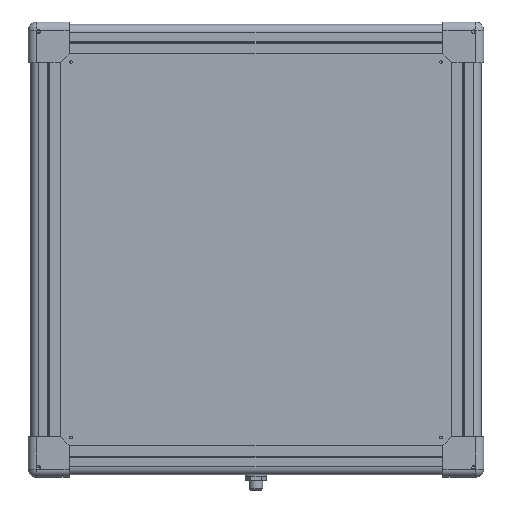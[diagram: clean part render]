
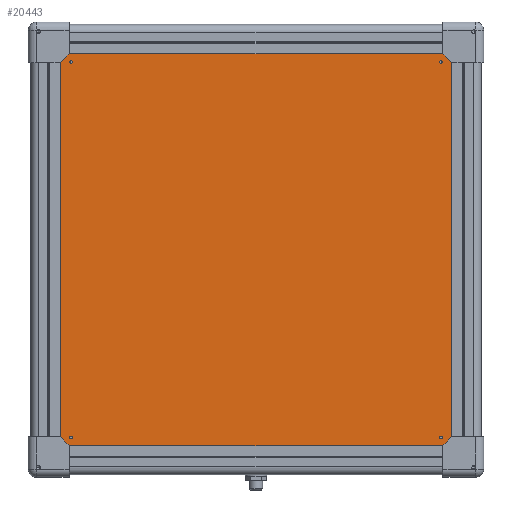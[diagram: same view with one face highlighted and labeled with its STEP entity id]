
A CAD part, front view. The second image highlights one B-rep face of the part: STEP entity #20443.
In plain terms, the highlighted planar face has unit normal (0, -1, 0).
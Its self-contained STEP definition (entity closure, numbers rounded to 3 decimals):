
#189 = CARTESIAN_POINT ( 'NONE',  ( 243.8, 0., -246.3 ) ) ;
#294 = DIRECTION ( 'NONE',  ( 0., 1., 0. ) ) ;
#631 = CARTESIAN_POINT ( 'NONE',  ( 243.8, 0., -245.5 ) ) ;
#1031 = ORIENTED_EDGE ( 'NONE', *, *, #6688, .T. ) ;
#1079 = ORIENTED_EDGE ( 'NONE', *, *, #8396, .T. ) ;
#2152 = CIRCLE ( 'NONE', #2252, 0.8 ) ;
#2159 = CARTESIAN_POINT ( 'NONE',  ( 243.8, 0., -14.7 ) ) ;
#2252 = AXIS2_PLACEMENT_3D ( 'NONE', #631, #36365, #30185 ) ;
#2291 = DIRECTION ( 'NONE',  ( 0., 1., 0. ) ) ;
#2951 = FACE_BOUND ( 'NONE', #38251, .T. ) ;
#3106 = CARTESIAN_POINT ( 'NONE',  ( 0., 0., 0. ) ) ;
#3107 = DIRECTION ( 'NONE',  ( 0., 1., 0. ) ) ;
#3210 = CARTESIAN_POINT ( 'NONE',  ( 261., 0., -261. ) ) ;
#3792 = CARTESIAN_POINT ( 'NONE',  ( 261., 0., 0. ) ) ;
#4102 = VERTEX_POINT ( 'NONE', #23408 ) ;
#4658 = ORIENTED_EDGE ( 'NONE', *, *, #30816, .T. ) ;
#4721 = AXIS2_PLACEMENT_3D ( 'NONE', #22357, #10975, #4887 ) ;
#4804 = FACE_BOUND ( 'NONE', #24942, .T. ) ;
#4887 = DIRECTION ( 'NONE',  ( 0., 0., 1. ) ) ;
#5365 = ORIENTED_EDGE ( 'NONE', *, *, #19565, .T. ) ;
#5805 = VERTEX_POINT ( 'NONE', #6575 ) ;
#6011 = CARTESIAN_POINT ( 'NONE',  ( 17.2, 0., -246.3 ) ) ;
#6025 = LINE ( 'NONE', #3106, #23164 ) ;
#6035 = LINE ( 'NONE', #23686, #28801 ) ;
#6235 = LINE ( 'NONE', #21495, #21556 ) ;
#6519 = VERTEX_POINT ( 'NONE', #22831 ) ;
#6575 = CARTESIAN_POINT ( 'NONE',  ( 17.2, 0., -14.7 ) ) ;
#6688 = EDGE_CURVE ( 'NONE', #33227, #37774, #15467, .T. ) ;
#7142 = CARTESIAN_POINT ( 'NONE',  ( 17.2, 0., -245.5 ) ) ;
#7394 = DIRECTION ( 'NONE',  ( 0., 1., 0. ) ) ;
#7647 = DIRECTION ( 'NONE',  ( 0., 0., 1. ) ) ;
#7902 = ORIENTED_EDGE ( 'NONE', *, *, #19972, .T. ) ;
#8203 = PLANE ( 'NONE',  #16685 ) ;
#8396 = EDGE_CURVE ( 'NONE', #9997, #5805, #26909, .T. ) ;
#8559 = CARTESIAN_POINT ( 'NONE',  ( 243.8, 0., -16.3 ) ) ;
#8988 = CIRCLE ( 'NONE', #22291, 0.8 ) ;
#9629 = EDGE_CURVE ( 'NONE', #35680, #6519, #17758, .T. ) ;
#9756 = VERTEX_POINT ( 'NONE', #3792 ) ;
#9875 = EDGE_CURVE ( 'NONE', #36556, #16816, #33005, .T. ) ;
#9997 = VERTEX_POINT ( 'NONE', #29054 ) ;
#10208 = EDGE_CURVE ( 'NONE', #5805, #9997, #13502, .T. ) ;
#10889 = ORIENTED_EDGE ( 'NONE', *, *, #10208, .T. ) ;
#10975 = DIRECTION ( 'NONE',  ( 0., 1., 0. ) ) ;
#11525 = EDGE_LOOP ( 'NONE', ( #17222, #22349, #17534, #12456 ) ) ;
#12207 = FACE_OUTER_BOUND ( 'NONE', #11525, .T. ) ;
#12431 = CARTESIAN_POINT ( 'NONE',  ( 243.8, 0., -15.5 ) ) ;
#12456 = ORIENTED_EDGE ( 'NONE', *, *, #29729, .F. ) ;
#13407 = AXIS2_PLACEMENT_3D ( 'NONE', #17091, #37259, #22482 ) ;
#13502 = CIRCLE ( 'NONE', #22196, 0.8 ) ;
#14147 = VERTEX_POINT ( 'NONE', #189 ) ;
#14152 = DIRECTION ( 'NONE',  ( -1., 0., 0. ) ) ;
#14166 = CARTESIAN_POINT ( 'NONE',  ( 0., 0., -261. ) ) ;
#14410 = DIRECTION ( 'NONE',  ( 0., -1., 0. ) ) ;
#14703 = EDGE_CURVE ( 'NONE', #6519, #26525, #6235, .T. ) ;
#15467 = CIRCLE ( 'NONE', #37247, 0.8 ) ;
#15994 = CARTESIAN_POINT ( 'NONE',  ( 17.2, 0., -244.7 ) ) ;
#16670 = EDGE_CURVE ( 'NONE', #37774, #33227, #19537, .T. ) ;
#16685 = AXIS2_PLACEMENT_3D ( 'NONE', #14166, #14410, #28965 ) ;
#16816 = VERTEX_POINT ( 'NONE', #6011 ) ;
#17091 = CARTESIAN_POINT ( 'NONE',  ( 243.8, 0., -15.5 ) ) ;
#17222 = ORIENTED_EDGE ( 'NONE', *, *, #14703, .F. ) ;
#17534 = ORIENTED_EDGE ( 'NONE', *, *, #37942, .F. ) ;
#17758 = LINE ( 'NONE', #28953, #30751 ) ;
#19537 = CIRCLE ( 'NONE', #13407, 0.8 ) ;
#19565 = EDGE_CURVE ( 'NONE', #14147, #4102, #2152, .T. ) ;
#19972 = EDGE_CURVE ( 'NONE', #4102, #14147, #8988, .T. ) ;
#20443 = ADVANCED_FACE ( 'NONE', ( #26161, #32593, #4804, #2951, #12207 ), #8203, .T. ) ;
#20832 = DIRECTION ( 'NONE',  ( 1., 0., 0. ) ) ;
#21495 = CARTESIAN_POINT ( 'NONE',  ( 0., 0., 0. ) ) ;
#21556 = VECTOR ( 'NONE', #36141, 1000. ) ;
#22196 = AXIS2_PLACEMENT_3D ( 'NONE', #33001, #3107, #35730 ) ;
#22291 = AXIS2_PLACEMENT_3D ( 'NONE', #38148, #2291, #22991 ) ;
#22349 = ORIENTED_EDGE ( 'NONE', *, *, #9629, .F. ) ;
#22357 = CARTESIAN_POINT ( 'NONE',  ( 17.2, 0., -245.5 ) ) ;
#22482 = DIRECTION ( 'NONE',  ( 0., 0., 1. ) ) ;
#22776 = EDGE_LOOP ( 'NONE', ( #7902, #5365 ) ) ;
#22831 = CARTESIAN_POINT ( 'NONE',  ( 0., 0., -261. ) ) ;
#22991 = DIRECTION ( 'NONE',  ( 0., 0., 1. ) ) ;
#23164 = VECTOR ( 'NONE', #20832, 1000. ) ;
#23408 = CARTESIAN_POINT ( 'NONE',  ( 243.8, 0., -244.7 ) ) ;
#23672 = CARTESIAN_POINT ( 'NONE',  ( 0., 0., 0. ) ) ;
#23686 = CARTESIAN_POINT ( 'NONE',  ( 261., 0., 0. ) ) ;
#24942 = EDGE_LOOP ( 'NONE', ( #1031, #25508 ) ) ;
#25508 = ORIENTED_EDGE ( 'NONE', *, *, #16670, .T. ) ;
#25682 = CARTESIAN_POINT ( 'NONE',  ( 17.2, 0., -15.5 ) ) ;
#26161 = FACE_BOUND ( 'NONE', #29721, .T. ) ;
#26525 = VERTEX_POINT ( 'NONE', #23672 ) ;
#26909 = CIRCLE ( 'NONE', #28164, 0.8 ) ;
#26972 = DIRECTION ( 'NONE',  ( 0., 0., -1. ) ) ;
#28164 = AXIS2_PLACEMENT_3D ( 'NONE', #25682, #34704, #7647 ) ;
#28662 = AXIS2_PLACEMENT_3D ( 'NONE', #7142, #7394, #33562 ) ;
#28801 = VECTOR ( 'NONE', #26972, 1000. ) ;
#28953 = CARTESIAN_POINT ( 'NONE',  ( 0., 0., -261. ) ) ;
#28965 = DIRECTION ( 'NONE',  ( 0., 0., -1. ) ) ;
#29054 = CARTESIAN_POINT ( 'NONE',  ( 17.2, 0., -16.3 ) ) ;
#29721 = EDGE_LOOP ( 'NONE', ( #30391, #4658 ) ) ;
#29729 = EDGE_CURVE ( 'NONE', #26525, #9756, #6025, .T. ) ;
#30185 = DIRECTION ( 'NONE',  ( 0., 0., 1. ) ) ;
#30391 = ORIENTED_EDGE ( 'NONE', *, *, #9875, .T. ) ;
#30751 = VECTOR ( 'NONE', #14152, 1000. ) ;
#30816 = EDGE_CURVE ( 'NONE', #16816, #36556, #31009, .T. ) ;
#31009 = CIRCLE ( 'NONE', #4721, 0.8 ) ;
#32593 = FACE_BOUND ( 'NONE', #22776, .T. ) ;
#32656 = DIRECTION ( 'NONE',  ( 0., 0., 1. ) ) ;
#33001 = CARTESIAN_POINT ( 'NONE',  ( 17.2, 0., -15.5 ) ) ;
#33005 = CIRCLE ( 'NONE', #28662, 0.8 ) ;
#33227 = VERTEX_POINT ( 'NONE', #2159 ) ;
#33562 = DIRECTION ( 'NONE',  ( 0., 0., 1. ) ) ;
#34704 = DIRECTION ( 'NONE',  ( 0., 1., 0. ) ) ;
#35680 = VERTEX_POINT ( 'NONE', #3210 ) ;
#35730 = DIRECTION ( 'NONE',  ( 0., 0., 1. ) ) ;
#36141 = DIRECTION ( 'NONE',  ( 0., 0., 1. ) ) ;
#36365 = DIRECTION ( 'NONE',  ( 0., 1., 0. ) ) ;
#36556 = VERTEX_POINT ( 'NONE', #15994 ) ;
#37247 = AXIS2_PLACEMENT_3D ( 'NONE', #12431, #294, #32656 ) ;
#37259 = DIRECTION ( 'NONE',  ( 0., 1., 0. ) ) ;
#37774 = VERTEX_POINT ( 'NONE', #8559 ) ;
#37942 = EDGE_CURVE ( 'NONE', #9756, #35680, #6035, .T. ) ;
#38148 = CARTESIAN_POINT ( 'NONE',  ( 243.8, 0., -245.5 ) ) ;
#38251 = EDGE_LOOP ( 'NONE', ( #10889, #1079 ) ) ;
